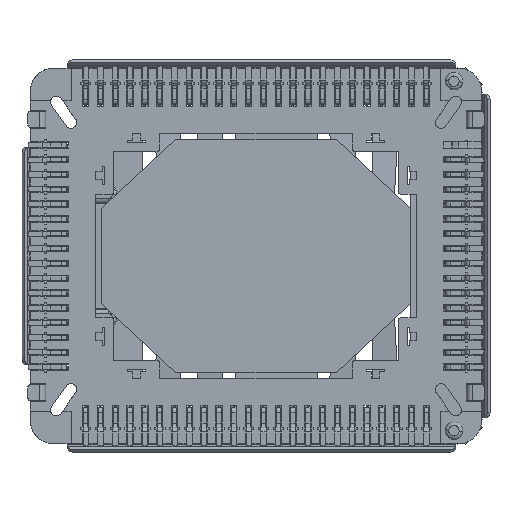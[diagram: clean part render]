
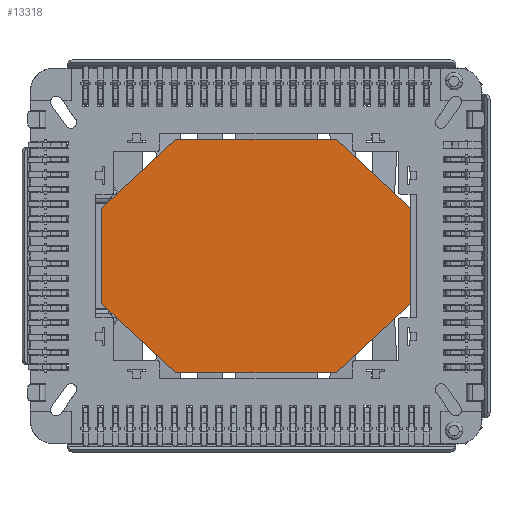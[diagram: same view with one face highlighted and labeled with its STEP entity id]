
A CAD part, front view. The second image highlights one B-rep face of the part: STEP entity #13318.
In plain terms, the highlighted planar face has unit normal (0, -1, 0).
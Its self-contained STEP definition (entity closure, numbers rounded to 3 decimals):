
#5903 = ORIENTED_EDGE ( 'NONE', *, *, #17634, .T. ) ;
#5925 = ORIENTED_EDGE ( 'NONE', *, *, #17625, .T. ) ;
#5942 = ORIENTED_EDGE ( 'NONE', *, *, #17565, .T. ) ;
#5971 = ORIENTED_EDGE ( 'NONE', *, *, #17711, .T. ) ;
#5981 = ORIENTED_EDGE ( 'NONE', *, *, #17637, .T. ) ;
#5988 = ORIENTED_EDGE ( 'NONE', *, *, #17706, .T. ) ;
#6003 = ORIENTED_EDGE ( 'NONE', *, *, #17657, .T. ) ;
#6017 = ORIENTED_EDGE ( 'NONE', *, *, #17573, .T. ) ;
#13318 = ADVANCED_FACE ( 'NONE', ( #97727 ), #194055, .F. ) ;
#17565 = EDGE_CURVE ( 'NONE', #241218, #241212, #87922, .T. ) ;
#17573 = EDGE_CURVE ( 'NONE', #241221, #241218, #88068, .T. ) ;
#17625 = EDGE_CURVE ( 'NONE', #241232, #241221, #88172, .T. ) ;
#17634 = EDGE_CURVE ( 'NONE', #241212, #241281, #88313, .T. ) ;
#17637 = EDGE_CURVE ( 'NONE', #241281, #241206, #88156, .T. ) ;
#17657 = EDGE_CURVE ( 'NONE', #241237, #241232, #88215, .T. ) ;
#17706 = EDGE_CURVE ( 'NONE', #241206, #241277, #88509, .T. ) ;
#17711 = EDGE_CURVE ( 'NONE', #241277, #241237, #88644, .T. ) ;
#28375 = CARTESIAN_POINT ( 'NONE',  ( -13.25, -5.4, -4.094 ) ) ;
#28443 = DIRECTION ( 'NONE',  ( 0., 0., -1. ) ) ;
#28842 = CARTESIAN_POINT ( 'NONE',  ( -6.865, -5.4, 10. ) ) ;
#28854 = DIRECTION ( 'NONE',  ( -0.734, 0., -0.679 ) ) ;
#28861 = CARTESIAN_POINT ( 'NONE',  ( -13.25, -5.4, 4.094 ) ) ;
#28912 = DIRECTION ( 'NONE',  ( -1., 0., 0. ) ) ;
#71883 = AXIS2_PLACEMENT_3D ( 'NONE', #194027, #194074, #194081 ) ;
#87922 = LINE ( 'NONE', #125796, #87947 ) ;
#87947 = VECTOR ( 'NONE', #125798, 1000. ) ;
#88068 = LINE ( 'NONE', #126099, #88151 ) ;
#88151 = VECTOR ( 'NONE', #126005, 1000. ) ;
#88156 = LINE ( 'NONE', #126809, #88188 ) ;
#88159 = VECTOR ( 'NONE', #126794, 1000. ) ;
#88172 = LINE ( 'NONE', #126633, #88177 ) ;
#88177 = VECTOR ( 'NONE', #126718, 1000. ) ;
#88188 = VECTOR ( 'NONE', #126877, 1000. ) ;
#88215 = LINE ( 'NONE', #28375, #88217 ) ;
#88217 = VECTOR ( 'NONE', #28443, 1000. ) ;
#88313 = LINE ( 'NONE', #126855, #88159 ) ;
#88492 = VECTOR ( 'NONE', #28912, 1000. ) ;
#88509 = LINE ( 'NONE', #28842, #88492 ) ;
#88644 = LINE ( 'NONE', #28861, #88652 ) ;
#88652 = VECTOR ( 'NONE', #28854, 1000. ) ;
#97727 = FACE_OUTER_BOUND ( 'NONE', #134800, .T. ) ;
#125796 = CARTESIAN_POINT ( 'NONE',  ( 13.25, -5.4, -4.094 ) ) ;
#125798 = DIRECTION ( 'NONE',  ( 0.734, 0., 0.679 ) ) ;
#126005 = DIRECTION ( 'NONE',  ( 1., 0., 0. ) ) ;
#126099 = CARTESIAN_POINT ( 'NONE',  ( 6.865, -5.4, -10. ) ) ;
#126633 = CARTESIAN_POINT ( 'NONE',  ( -6.865, -5.4, -10. ) ) ;
#126718 = DIRECTION ( 'NONE',  ( 0.734, 0., -0.679 ) ) ;
#126794 = DIRECTION ( 'NONE',  ( 0., 0., 1. ) ) ;
#126809 = CARTESIAN_POINT ( 'NONE',  ( 6.865, -5.4, 10. ) ) ;
#126855 = CARTESIAN_POINT ( 'NONE',  ( 13.25, -5.4, 4.094 ) ) ;
#126877 = DIRECTION ( 'NONE',  ( -0.734, 0., 0.679 ) ) ;
#134800 = EDGE_LOOP ( 'NONE', ( #5981, #5988, #5971, #6003, #5925, #6017, #5942, #5903 ) ) ;
#173352 = CARTESIAN_POINT ( 'NONE',  ( 6.865, -5.4, 10. ) ) ;
#173445 = CARTESIAN_POINT ( 'NONE',  ( 13.25, -5.4, -4.094 ) ) ;
#173456 = CARTESIAN_POINT ( 'NONE',  ( 6.865, -5.4, -10. ) ) ;
#173462 = CARTESIAN_POINT ( 'NONE',  ( -6.865, -5.4, -10. ) ) ;
#173485 = CARTESIAN_POINT ( 'NONE',  ( -6.865, -5.4, 10. ) ) ;
#173496 = CARTESIAN_POINT ( 'NONE',  ( 13.25, -5.4, 4.094 ) ) ;
#173511 = CARTESIAN_POINT ( 'NONE',  ( -13.25, -5.4, 4.094 ) ) ;
#173607 = CARTESIAN_POINT ( 'NONE',  ( -13.25, -5.4, -4.094 ) ) ;
#194027 = CARTESIAN_POINT ( 'NONE',  ( 17.676, -5.4, 0. ) ) ;
#194055 = PLANE ( 'NONE',  #71883 ) ;
#194074 = DIRECTION ( 'NONE',  ( 0., 1., 0. ) ) ;
#194081 = DIRECTION ( 'NONE',  ( 0., 0., 1. ) ) ;
#241206 = VERTEX_POINT ( 'NONE', #173352 ) ;
#241212 = VERTEX_POINT ( 'NONE', #173445 ) ;
#241218 = VERTEX_POINT ( 'NONE', #173456 ) ;
#241221 = VERTEX_POINT ( 'NONE', #173462 ) ;
#241232 = VERTEX_POINT ( 'NONE', #173607 ) ;
#241237 = VERTEX_POINT ( 'NONE', #173511 ) ;
#241277 = VERTEX_POINT ( 'NONE', #173485 ) ;
#241281 = VERTEX_POINT ( 'NONE', #173496 ) ;
